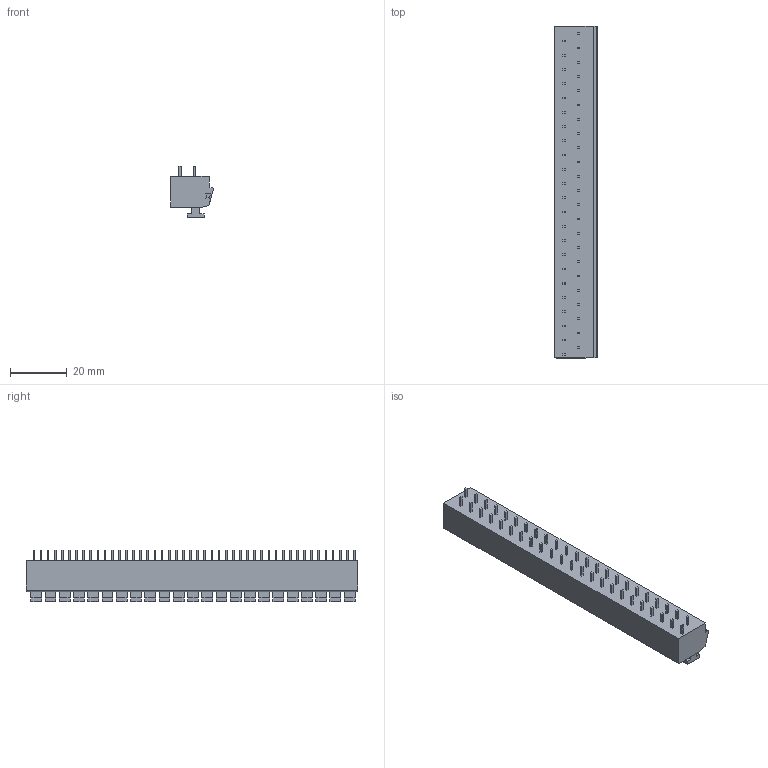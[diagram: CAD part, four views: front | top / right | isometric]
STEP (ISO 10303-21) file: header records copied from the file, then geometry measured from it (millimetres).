
FILE_DESCRIPTION((''),'2;1');
FILE_NAME('PRT0001','2024-09-29T09:17:51',('tluser'),(''),'CREO PARAMETRIC BY PTC INC, 2018100','CREO PARAMETRIC BY PTC INC, 2018100','');
FILE_SCHEMA(('CONFIG_CONTROL_DESIGN'));
Length unit declared in the file: millimetre
Products named in the file (1): PRT0001
Bounding box: 15 x 116.5 x 18.1 mm (x, y, z)
Volume: 17597.7 mm3; surface area: 9493.3 mm2
Topology: 1 solids, 1 shells, 888 faces, 2290 edges, 1496 vertices
Faces by surface type: plane 746, bspline 92, cylinder 50
Entity records: 31056 total; most frequent: CARTESIAN_POINT 10654, ORIENTED_EDGE 4580, DIRECTION 3384, EDGE_CURVE 2290, VECTOR 1776, LINE 1776, VERTEX_POINT 1496, EDGE_LOOP 980
